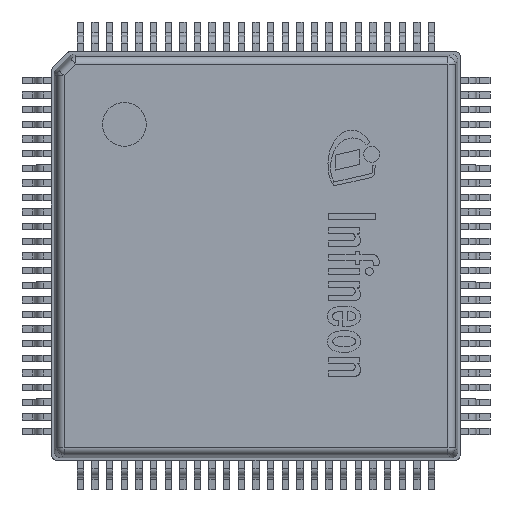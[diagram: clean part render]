
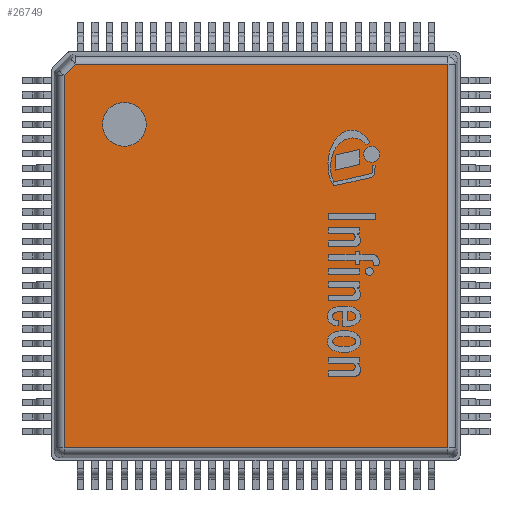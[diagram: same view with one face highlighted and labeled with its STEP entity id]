
A CAD part, top view. The second image highlights one B-rep face of the part: STEP entity #26749.
In plain terms, the highlighted planar face has unit normal (0, 0, 1).
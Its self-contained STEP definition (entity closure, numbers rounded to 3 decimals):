
#73=FACE_BOUND('',#3061,.T.);
#347=PLANE('',#28473);
#1483=FACE_OUTER_BOUND('',#3060,.T.);
#3060=EDGE_LOOP('',(#18430,#18431,#18432,#18433,#18434));
#3061=EDGE_LOOP('',(#18435));
#4643=LINE('',#38875,#7734);
#4649=LINE('',#38904,#7740);
#4651=LINE('',#38907,#7742);
#4653=LINE('',#38910,#7744);
#4655=LINE('',#38913,#7746);
#7734=VECTOR('',#30941,1.);
#7740=VECTOR('',#30973,1.);
#7742=VECTOR('',#30977,1.);
#7744=VECTOR('',#30981,1.);
#7746=VECTOR('',#30985,1.);
#10826=CIRCLE('',#28474,0.75);
#11677=VERTEX_POINT('',#38843);
#11683=VERTEX_POINT('',#38858);
#11685=VERTEX_POINT('',#38863);
#11690=VERTEX_POINT('',#38879);
#11695=VERTEX_POINT('',#38892);
#11701=VERTEX_POINT('',#38928);
#14356=EDGE_CURVE('',#11677,#11685,#4643,.T.);
#14370=EDGE_CURVE('',#11685,#11695,#4649,.T.);
#14372=EDGE_CURVE('',#11695,#11690,#4651,.T.);
#14374=EDGE_CURVE('',#11690,#11683,#4653,.T.);
#14376=EDGE_CURVE('',#11683,#11677,#4655,.T.);
#14384=EDGE_CURVE('',#11701,#11701,#10826,.T.);
#18430=ORIENTED_EDGE('',*,*,#14356,.F.);
#18431=ORIENTED_EDGE('',*,*,#14376,.F.);
#18432=ORIENTED_EDGE('',*,*,#14374,.F.);
#18433=ORIENTED_EDGE('',*,*,#14372,.F.);
#18434=ORIENTED_EDGE('',*,*,#14370,.F.);
#18435=ORIENTED_EDGE('',*,*,#14384,.F.);
#26749=ADVANCED_FACE('',(#1483,#73),#347,.T.);
#28473=AXIS2_PLACEMENT_3D('',#38927,#31002,#31003);
#28474=AXIS2_PLACEMENT_3D('',#38929,#31004,#31005);
#30941=DIRECTION('',(0.707,0.707,0.));
#30973=DIRECTION('',(1.,0.,0.));
#30977=DIRECTION('',(0.,-1.,0.));
#30981=DIRECTION('',(-1.,0.,0.));
#30985=DIRECTION('',(0.,1.,0.));
#31002=DIRECTION('center_axis',(0.,0.,1.));
#31003=DIRECTION('ref_axis',(0.,-1.,0.));
#31004=DIRECTION('center_axis',(0.,0.,1.));
#31005=DIRECTION('ref_axis',(0.,-1.,0.));
#38843=CARTESIAN_POINT('',(-6.559,6.159,1.6));
#38858=CARTESIAN_POINT('',(-6.559,-6.559,1.6));
#38863=CARTESIAN_POINT('',(-6.159,6.559,1.6));
#38875=CARTESIAN_POINT('',(-6.209,6.509,1.6));
#38879=CARTESIAN_POINT('',(6.559,-6.559,1.6));
#38892=CARTESIAN_POINT('',(6.559,6.559,1.6));
#38904=CARTESIAN_POINT('',(3.45,6.559,1.6));
#38907=CARTESIAN_POINT('',(6.559,3.45,1.6));
#38910=CARTESIAN_POINT('',(3.45,-6.559,1.6));
#38913=CARTESIAN_POINT('',(-6.559,3.15,1.6));
#38927=CARTESIAN_POINT('Origin',(0.,0.,1.6));
#38928=CARTESIAN_POINT('',(-4.5,3.75,1.6));
#38929=CARTESIAN_POINT('Origin',(-4.5,4.5,1.6));
